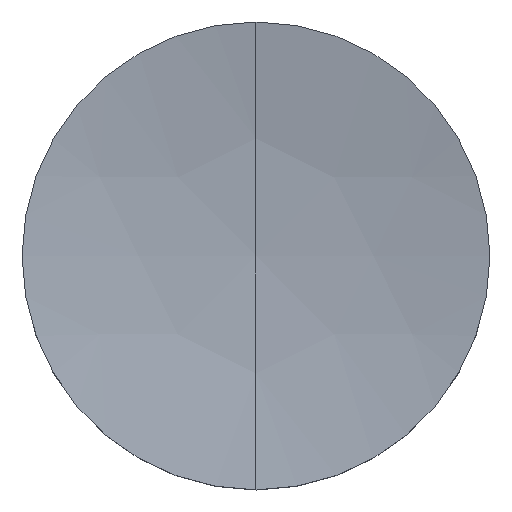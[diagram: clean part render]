
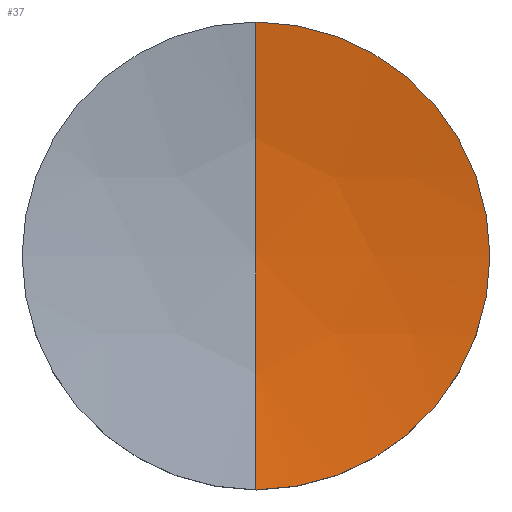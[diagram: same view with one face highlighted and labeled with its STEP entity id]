
A CAD part, top view. The second image highlights one B-rep face of the part: STEP entity #37.
In plain terms, the highlighted free-form (B-spline) face has degree [3, 3] with [4, 4] control points.
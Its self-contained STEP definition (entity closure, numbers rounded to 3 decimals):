
#16 = CARTESIAN_POINT ( 'NONE',  ( 12.57, 12.851, 6.08 ) ) ;
#18 = VERTEX_POINT ( 'NONE', #118 ) ;
#23 = DIRECTION ( 'NONE',  ( 0., 1., 0. ) ) ;
#37 = ADVANCED_FACE ( 'NONE', ( #136 ), #124, .F. ) ;
#40 = CARTESIAN_POINT ( 'NONE',  ( 4.31, -4.33, 3.411 ) ) ;
#41 = AXIS2_PLACEMENT_3D ( 'NONE', #264, #237, #23 ) ;
#44 = CARTESIAN_POINT ( 'NONE',  ( 0., 0., 4.929 ) ) ;
#47 = DIRECTION ( 'NONE',  ( 0., 0., -1. ) ) ;
#61 = CARTESIAN_POINT ( 'NONE',  ( 0., -12.851, 4.956 ) ) ;
#62 = EDGE_CURVE ( 'NONE', #166, #274, #160, .T. ) ;
#71 = CARTESIAN_POINT ( 'NONE',  ( 0., -12.7, 4.929 ) ) ;
#75 = EDGE_CURVE ( 'NONE', #18, #274, #126, .T. ) ;
#76 = CARTESIAN_POINT ( 'NONE',  ( 8.603, 4.33, 3.794 ) ) ;
#83 = CARTESIAN_POINT ( 'NONE',  ( 12.844, -4.33, 4.559 ) ) ;
#84 = AXIS2_PLACEMENT_3D ( 'NONE', #44, #295, #191 ) ;
#85 = CARTESIAN_POINT ( 'NONE',  ( 4.218, -12.851, 4.956 ) ) ;
#118 = CARTESIAN_POINT ( 'NONE',  ( 12.7, 0., 4.929 ) ) ;
#124 =( BOUNDED_SURFACE ( )  B_SPLINE_SURFACE ( 3, 3, ( 
 ( #16, #142, #161, #182 ),
 ( #209, #76, #288, #259 ),
 ( #83, #190, #40, #232 ),
 ( #290, #145, #85, #61 ) ),
 .UNSPECIFIED., .F., .F., .F. ) 
 B_SPLINE_SURFACE_WITH_KNOTS ( ( 4, 4 ),
 ( 4, 4 ),
 ( 0., 1. ),
 ( 0., 1. ),
 .UNSPECIFIED. ) 
 GEOMETRIC_REPRESENTATION_ITEM ( )  RATIONAL_B_SPLINE_SURFACE ( (
 ( 1., 0.997, 0.997, 1.),
 ( 0.989, 0.987, 0.987, 0.989),
 ( 0.989, 0.987, 0.987, 0.989),
 ( 1., 0.997, 0.997, 1.) ) ) 
 REPRESENTATION_ITEM ( '' )  SURFACE ( )  );
#126 = CIRCLE ( 'NONE', #84, 12.7 ) ;
#134 = EDGE_CURVE ( 'NONE', #166, #18, #218, .T. ) ;
#136 = FACE_OUTER_BOUND ( 'NONE', #140, .T. ) ;
#140 = EDGE_LOOP ( 'NONE', ( #178, #284, #225 ) ) ;
#142 = CARTESIAN_POINT ( 'NONE',  ( 8.419, 12.851, 5.331 ) ) ;
#145 = CARTESIAN_POINT ( 'NONE',  ( 8.419, -12.851, 5.331 ) ) ;
#160 = CIRCLE ( 'NONE', #41, 72.02 ) ;
#161 = CARTESIAN_POINT ( 'NONE',  ( 4.218, 12.851, 4.956 ) ) ;
#166 = VERTEX_POINT ( 'NONE', #192 ) ;
#178 = ORIENTED_EDGE ( 'NONE', *, *, #134, .F. ) ;
#182 = CARTESIAN_POINT ( 'NONE',  ( 0., 12.851, 4.956 ) ) ;
#190 = CARTESIAN_POINT ( 'NONE',  ( 8.603, -4.33, 3.794 ) ) ;
#191 = DIRECTION ( 'NONE',  ( 1., 0., 0. ) ) ;
#192 = CARTESIAN_POINT ( 'NONE',  ( 0., 12.7, 4.929 ) ) ;
#209 = CARTESIAN_POINT ( 'NONE',  ( 12.844, 4.33, 4.559 ) ) ;
#218 = CIRCLE ( 'NONE', #258, 12.7 ) ;
#225 = ORIENTED_EDGE ( 'NONE', *, *, #75, .F. ) ;
#232 = CARTESIAN_POINT ( 'NONE',  ( 0., -4.33, 3.411 ) ) ;
#237 = DIRECTION ( 'NONE',  ( -1., 0., 0. ) ) ;
#238 = DIRECTION ( 'NONE',  ( 1., 0., 0. ) ) ;
#258 = AXIS2_PLACEMENT_3D ( 'NONE', #260, #47, #238 ) ;
#259 = CARTESIAN_POINT ( 'NONE',  ( 0., 4.33, 3.411 ) ) ;
#260 = CARTESIAN_POINT ( 'NONE',  ( 0., 0., 4.929 ) ) ;
#264 = CARTESIAN_POINT ( 'NONE',  ( 0., 0., 75.82 ) ) ;
#274 = VERTEX_POINT ( 'NONE', #71 ) ;
#284 = ORIENTED_EDGE ( 'NONE', *, *, #62, .T. ) ;
#288 = CARTESIAN_POINT ( 'NONE',  ( 4.31, 4.33, 3.411 ) ) ;
#290 = CARTESIAN_POINT ( 'NONE',  ( 12.57, -12.851, 6.08 ) ) ;
#295 = DIRECTION ( 'NONE',  ( 0., 0., -1. ) ) ;
